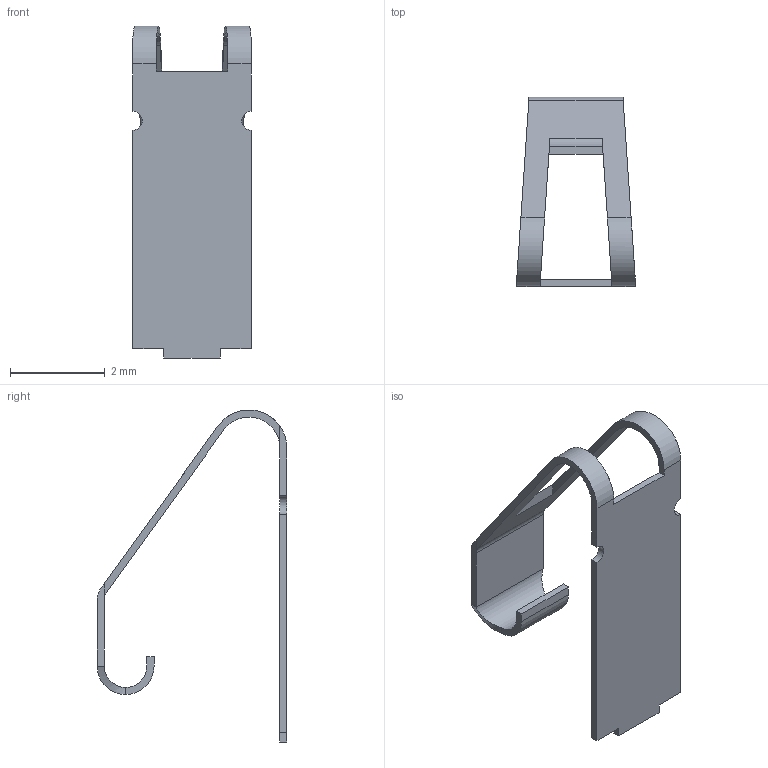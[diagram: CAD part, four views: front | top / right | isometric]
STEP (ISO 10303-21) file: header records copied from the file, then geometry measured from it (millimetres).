
FILE_DESCRIPTION((''),'2;1');
FILE_NAME('C-1437259-6','2019-05-29T07:53:32',('workeradm'),('TE Connectivity Ltd.'),'CREO PARAMETRIC BY PTC INC, 2018190','CREO PARAMETRIC BY PTC INC, 2018190','');
FILE_SCHEMA(('AUTOMOTIVE_DESIGN { 1 0 10303 214 1 1 1 1 }'));
Length unit declared in the file: millimetre
Products named in the file (1): C-1437259-6
Bounding box: 2.5 x 4 x 7 mm (x, y, z)
Volume: 4.2 mm3; surface area: 64 mm2
Topology: 1 solids, 1 shells, 44 faces, 122 edges, 78 vertices
Faces by surface type: plane 32, cylinder 10, bspline 2
Entity records: 1705 total; most frequent: CARTESIAN_POINT 557, ORIENTED_EDGE 244, DIRECTION 206, EDGE_CURVE 122, VECTOR 94, LINE 94, VERTEX_POINT 78, AXIS2_PLACEMENT_3D 56
